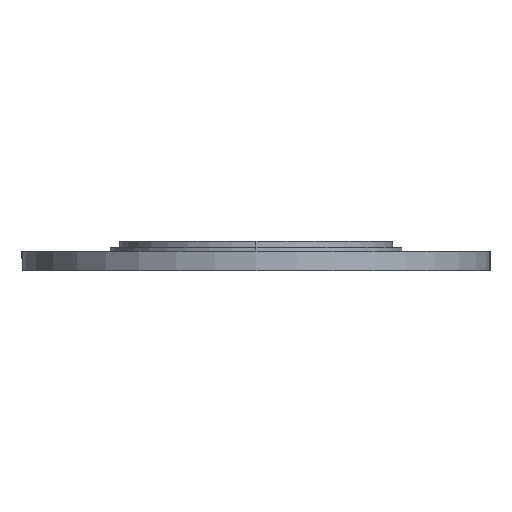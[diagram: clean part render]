
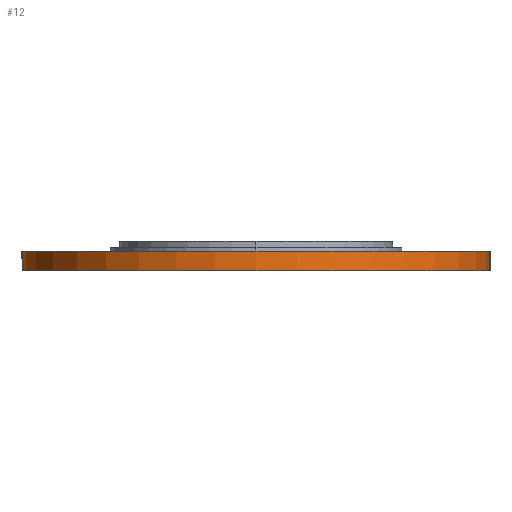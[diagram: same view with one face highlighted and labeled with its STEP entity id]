
A CAD part, left-side view. The second image highlights one B-rep face of the part: STEP entity #12.
In plain terms, the highlighted cylindrical face has radius 24 mm (diameter 48 mm), a partial arc.
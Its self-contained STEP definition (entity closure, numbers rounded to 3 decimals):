
#12 = ADVANCED_FACE ( 'NONE', ( #110 ), #442, .T. ) ;
#84 = DIRECTION ( 'NONE',  ( 0., 0., 1. ) ) ;
#110 = FACE_OUTER_BOUND ( 'NONE', #1067, .T. ) ;
#189 = CARTESIAN_POINT ( 'NONE',  ( -107.5, 0., 0. ) ) ;
#233 = DIRECTION ( 'NONE',  ( 0., 0., 1. ) ) ;
#293 = CIRCLE ( 'NONE', #379, 24. ) ;
#326 = EDGE_CURVE ( 'NONE', #768, #770, #432, .T. ) ;
#334 = DIRECTION ( 'NONE',  ( 0., 0., 1. ) ) ;
#355 = CARTESIAN_POINT ( 'NONE',  ( -107.5, -24., 0. ) ) ;
#379 = AXIS2_PLACEMENT_3D ( 'NONE', #1010, #495, #1140 ) ;
#400 = ORIENTED_EDGE ( 'NONE', *, *, #1210, .F. ) ;
#432 = LINE ( 'NONE', #546, #1345 ) ;
#442 = CYLINDRICAL_SURFACE ( 'NONE', #587, 24. ) ;
#481 = ORIENTED_EDGE ( 'NONE', *, *, #1235, .F. ) ;
#494 = AXIS2_PLACEMENT_3D ( 'NONE', #834, #233, #520 ) ;
#495 = DIRECTION ( 'NONE',  ( 0., 0., 1. ) ) ;
#520 = DIRECTION ( 'NONE',  ( 1., 0., 0. ) ) ;
#546 = CARTESIAN_POINT ( 'NONE',  ( -107.5, -24., 0. ) ) ;
#587 = AXIS2_PLACEMENT_3D ( 'NONE', #189, #84, #806 ) ;
#688 = EDGE_CURVE ( 'NONE', #1188, #768, #726, .T. ) ;
#693 = CARTESIAN_POINT ( 'NONE',  ( -107.5, 24., 0. ) ) ;
#726 = CIRCLE ( 'NONE', #494, 24. ) ;
#768 = VERTEX_POINT ( 'NONE', #355 ) ;
#770 = VERTEX_POINT ( 'NONE', #973 ) ;
#806 = DIRECTION ( 'NONE',  ( 1., 0., 0. ) ) ;
#810 = VERTEX_POINT ( 'NONE', #858 ) ;
#834 = CARTESIAN_POINT ( 'NONE',  ( -107.5, 0., 0. ) ) ;
#858 = CARTESIAN_POINT ( 'NONE',  ( -107.5, 24., 2. ) ) ;
#875 = CARTESIAN_POINT ( 'NONE',  ( -107.5, 24., 0. ) ) ;
#917 = ORIENTED_EDGE ( 'NONE', *, *, #326, .T. ) ;
#918 = VECTOR ( 'NONE', #334, 1000. ) ;
#973 = CARTESIAN_POINT ( 'NONE',  ( -107.5, -24., 2. ) ) ;
#1010 = CARTESIAN_POINT ( 'NONE',  ( -107.5, 0., 2. ) ) ;
#1061 = DIRECTION ( 'NONE',  ( 0., 0., 1. ) ) ;
#1067 = EDGE_LOOP ( 'NONE', ( #400, #481, #1329, #917 ) ) ;
#1086 = LINE ( 'NONE', #693, #918 ) ;
#1140 = DIRECTION ( 'NONE',  ( 1., 0., 0. ) ) ;
#1188 = VERTEX_POINT ( 'NONE', #875 ) ;
#1210 = EDGE_CURVE ( 'NONE', #810, #770, #293, .T. ) ;
#1235 = EDGE_CURVE ( 'NONE', #1188, #810, #1086, .T. ) ;
#1329 = ORIENTED_EDGE ( 'NONE', *, *, #688, .T. ) ;
#1345 = VECTOR ( 'NONE', #1061, 1000. ) ;
